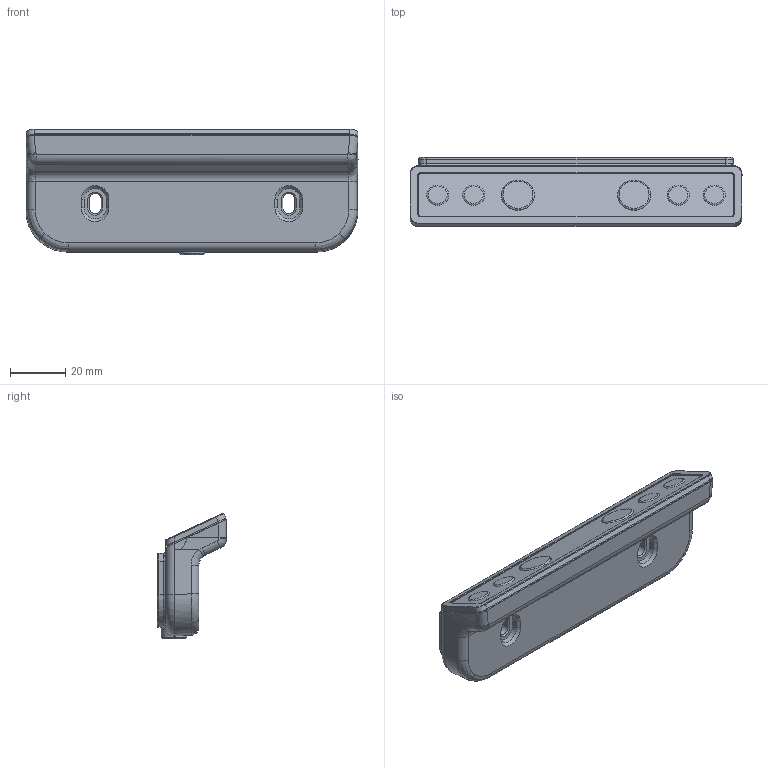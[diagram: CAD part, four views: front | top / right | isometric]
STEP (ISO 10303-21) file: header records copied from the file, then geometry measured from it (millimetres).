
FILE_DESCRIPTION(/* description */ ('STEP AP203'),/* implementation_level */ '2;1');
FILE_NAME(/* name */ 'MCP-TDH8P.stp',/* time_stamp */ '2022-06-16T14:43:32+02:00',/* author */ ('rasmu'),/* organization */ (''),/* preprocessor_version */ 'ST-DEVELOPER v19',/* originating_system */ 'Autodesk Inventor 2023',/* authorisation */ '');
FILE_SCHEMA (('AUTOMOTIVE_DESIGN { 1 0 10303 214 3 1 1 }'));
Length unit declared in the file: millimetre
Products named in the file (1): 3D_TDH8P-A
Bounding box: 120 x 25 x 45.44 mm (x, y, z)
Volume: 72938.3 mm3; surface area: 32092.4 mm2
Topology: 13 solids, 13 shells, 323 faces, 742 edges, 458 vertices
Faces by surface type: plane 135, cylinder 86, cone 50, torus 28, bspline 20, sphere 4
Full cylindrical faces by diameter (mm): 5.5 x8, 7.95 x4, 8 x4, 11.85 x2, 12 x2
Entity records: 10384 total; most frequent: CARTESIAN_POINT 3075, DIRECTION 1550, ORIENTED_EDGE 1484, EDGE_CURVE 742, AXIS2_PLACEMENT_3D 604, VERTEX_POINT 458, EDGE_LOOP 354, LINE 342
